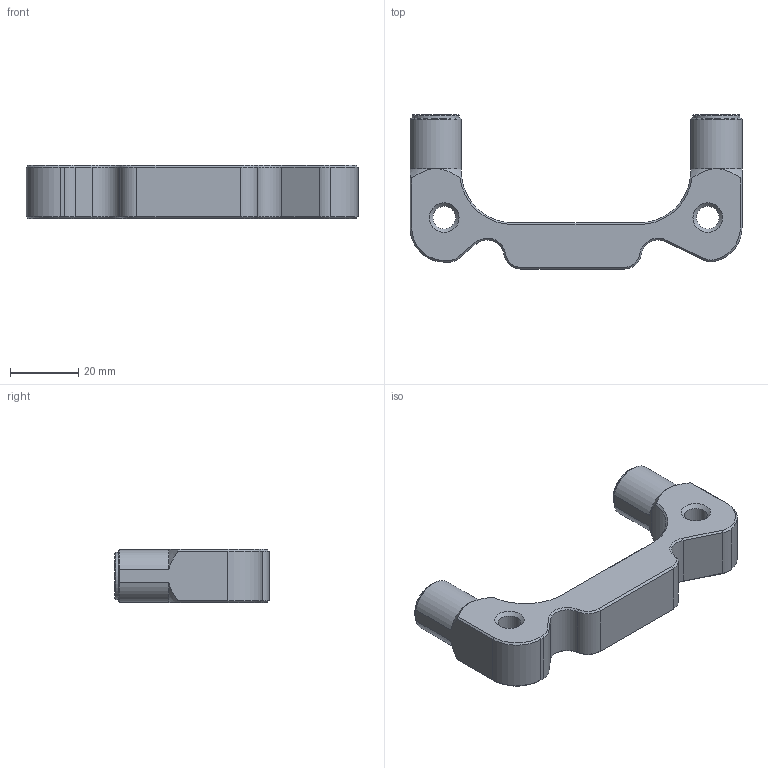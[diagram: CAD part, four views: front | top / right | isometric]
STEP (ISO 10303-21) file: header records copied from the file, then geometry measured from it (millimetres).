
FILE_DESCRIPTION(/* description */ (''),/* implementation_level */ '2;1');
FILE_NAME(/* name */ '101011Rev-A.stp',/* time_stamp */ '2023-03-04T20:35:31+01:00',/* author */ ('JML'),/* organization */ (''),/* preprocessor_version */ 'ST-DEVELOPER v19',/* originating_system */ 'Autodesk Inventor 2023',/* authorisation */ '');
FILE_SCHEMA (('AUTOMOTIVE_DESIGN { 1 0 10303 214 3 1 1 }'));
Length unit declared in the file: millimetre
Products named in the file (1): 101011
Bounding box: 97 x 45 x 15.5 mm (x, y, z)
Volume: 27922 mm3; surface area: 9662.9 mm2
Topology: 1 solids, 1 shells, 127 faces, 311 edges, 192 vertices
Faces by surface type: plane 60, cone 40, cylinder 20, bspline 7
Full cylindrical faces by diameter (mm): 6.647 x4, 13.75 x2
Entity records: 3770 total; most frequent: CARTESIAN_POINT 824, ORIENTED_EDGE 618, DIRECTION 579, EDGE_CURVE 309, AXIS2_PLACEMENT_3D 199, VERTEX_POINT 192, LINE 181, VECTOR 181
